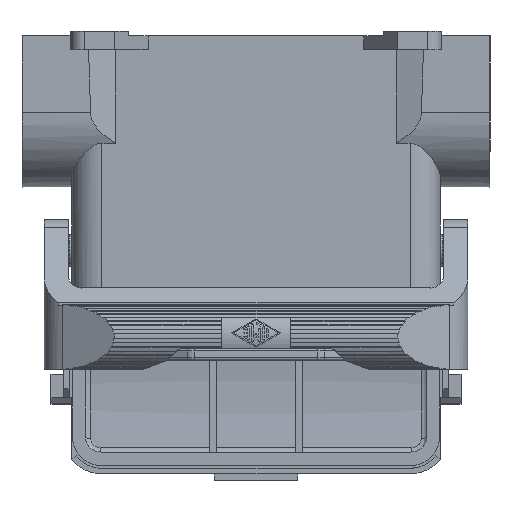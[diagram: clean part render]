
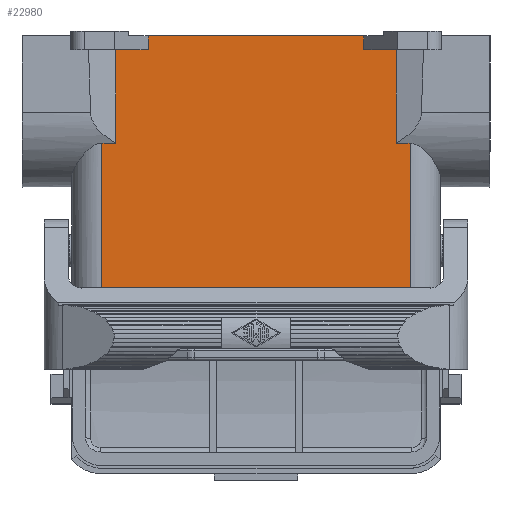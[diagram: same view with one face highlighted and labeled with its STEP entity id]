
A CAD part, left-side view. The second image highlights one B-rep face of the part: STEP entity #22980.
In plain terms, the highlighted face is planar.
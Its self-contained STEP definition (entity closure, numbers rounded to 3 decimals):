
#500=CARTESIAN_POINT('',(12.945,-30.459,3.));
#510=VERTEX_POINT('',#500);
#690=CARTESIAN_POINT('',(12.945,-30.459,23.188));
#700=VERTEX_POINT('',#690);
#730=CARTESIAN_POINT('',(12.945,-30.459,0.));
#740=DIRECTION('',(0.,0.,-1.));
#750=VECTOR('',#740,1.);
#760=LINE('',#730,#750);
#770=EDGE_CURVE('',#700,#510,#760,.T.);
#14550=CARTESIAN_POINT('',(12.945,-23.458,3.));
#14560=VERTEX_POINT('',#14550);
#14590=CARTESIAN_POINT('',(12.945,-23.458,0.));
#14600=DIRECTION('',(0.,-0.,-1.));
#14610=VECTOR('',#14600,1.);
#14620=LINE('',#14590,#14610);
#14630=CARTESIAN_POINT('',(12.945,-23.458,-0.));
#14640=VERTEX_POINT('',#14630);
#14650=EDGE_CURVE('',#14560,#14640,#14620,.T.);
#20210=CARTESIAN_POINT('',(12.945,-33.42,56.));
#20220=VERTEX_POINT('',#20210);
#20570=CARTESIAN_POINT('',(12.945,33.08,56.));
#20580=VERTEX_POINT('',#20570);
#20610=CARTESIAN_POINT('',(12.945,39.58,56.));
#20620=DIRECTION('',(0.,-1.,0.));
#20630=VECTOR('',#20620,1.);
#20640=LINE('',#20610,#20630);
#20650=EDGE_CURVE('',#20580,#20220,#20640,.T.);
#22260=CARTESIAN_POINT('',(12.945,-33.42,56.));
#22270=DIRECTION('',(1.,0.,0.));
#22280=DIRECTION('',(0.,1.,0.));
#22290=AXIS2_PLACEMENT_3D('',#22260,#22270,#22280);
#22300=PLANE('',#22290);
#22310=CARTESIAN_POINT('',(12.945,23.118,0.));
#22320=DIRECTION('',(0.,0.,-1.));
#22330=VECTOR('',#22320,1.);
#22340=LINE('',#22310,#22330);
#22350=CARTESIAN_POINT('',(12.945,23.118,3.));
#22360=VERTEX_POINT('',#22350);
#22370=CARTESIAN_POINT('',(12.945,23.118,0.));
#22380=VERTEX_POINT('',#22370);
#22390=EDGE_CURVE('',#22360,#22380,#22340,.T.);
#22400=ORIENTED_EDGE('',*,*,#22390,.F.);
#22410=CARTESIAN_POINT('',(12.945,0.,0.));
#22420=DIRECTION('',(0.,1.,0.));
#22430=VECTOR('',#22420,1.);
#22440=LINE('',#22410,#22430);
#22450=EDGE_CURVE('',#14640,#22380,#22440,.T.);
#22460=ORIENTED_EDGE('',*,*,#22450,.T.);
#22470=ORIENTED_EDGE('',*,*,#14650,.T.);
#22480=CARTESIAN_POINT('',(12.945,0.,3.));
#22490=DIRECTION('',(0.,1.,0.));
#22500=VECTOR('',#22490,1.);
#22510=LINE('',#22480,#22500);
#22520=EDGE_CURVE('',#510,#14560,#22510,.T.);
#22530=ORIENTED_EDGE('',*,*,#22520,.T.);
#22540=ORIENTED_EDGE('',*,*,#770,.T.);
#22550=CARTESIAN_POINT('',(12.945,-50.67,23.188));
#22560=DIRECTION('',(0.,1.,0.));
#22570=VECTOR('',#22560,1.);
#22580=LINE('',#22550,#22570);
#22590=CARTESIAN_POINT('',(12.945,-33.42,23.188));
#22600=VERTEX_POINT('',#22590);
#22610=EDGE_CURVE('',#22600,#700,#22580,.T.);
#22620=ORIENTED_EDGE('',*,*,#22610,.T.);
#22630=CARTESIAN_POINT('',(12.945,-33.42,56.));
#22640=DIRECTION('',(0.,0.,-1.));
#22650=VECTOR('',#22640,1.);
#22660=LINE('',#22630,#22650);
#22670=EDGE_CURVE('',#20220,#22600,#22660,.T.);
#22680=ORIENTED_EDGE('',*,*,#22670,.T.);
#22690=ORIENTED_EDGE('',*,*,#20650,.T.);
#22700=CARTESIAN_POINT('',(12.945,33.08,56.));
#22710=DIRECTION('',(0.,0.,-1.));
#22720=VECTOR('',#22710,1.);
#22730=LINE('',#22700,#22720);
#22740=CARTESIAN_POINT('',(12.945,33.08,23.188));
#22750=VERTEX_POINT('',#22740);
#22760=EDGE_CURVE('',#20580,#22750,#22730,.T.);
#22770=ORIENTED_EDGE('',*,*,#22760,.F.);
#22780=CARTESIAN_POINT('',(12.945,30.119,23.188));
#22790=VERTEX_POINT('',#22780);
#22800=EDGE_CURVE('',#22790,#22750,#22580,.T.);
#22810=ORIENTED_EDGE('',*,*,#22800,.T.);
#22820=CARTESIAN_POINT('',(12.945,30.119,0.));
#22830=DIRECTION('',(0.,0.,-1.));
#22840=VECTOR('',#22830,1.);
#22850=LINE('',#22820,#22840);
#22860=CARTESIAN_POINT('',(12.945,30.119,3.));
#22870=VERTEX_POINT('',#22860);
#22880=EDGE_CURVE('',#22790,#22870,#22850,.T.);
#22890=ORIENTED_EDGE('',*,*,#22880,.F.);
#22900=CARTESIAN_POINT('',(12.945,0.,3.));
#22910=DIRECTION('',(0.,-1.,0.));
#22920=VECTOR('',#22910,1.);
#22930=LINE('',#22900,#22920);
#22940=EDGE_CURVE('',#22870,#22360,#22930,.T.);
#22950=ORIENTED_EDGE('',*,*,#22940,.F.);
#22960=EDGE_LOOP('',(#22950,#22890,#22810,#22770,#22690,#22680,#22620,
#22540,#22530,#22470,#22460,#22400));
#22970=FACE_OUTER_BOUND('',#22960,.T.);
#22980=ADVANCED_FACE('',(#22970),#22300,.T.);
